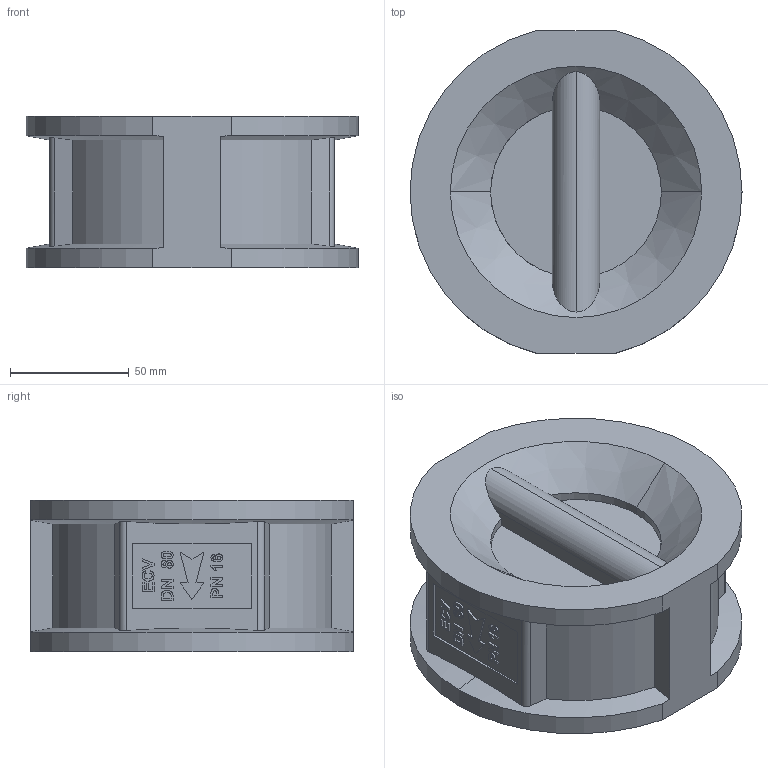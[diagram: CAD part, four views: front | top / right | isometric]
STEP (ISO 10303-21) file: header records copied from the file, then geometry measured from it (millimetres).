
FILE_DESCRIPTION (( 'STEP AP214' ), '1' );
FILE_NAME ('ECV DN 080 PN16.STEP', '2009-04-10T07:22:19', ( ' ' ), ( '' ), 'SwSTEP 2.0', 'SolidWorks 2007', '' );
FILE_SCHEMA (( 'AUTOMOTIVE_DESIGN' ));
Length unit declared in the file: millimetre
Products named in the file (1): ECV DN 080 PN16
Bounding box: 140 x 136 x 64 mm (x, y, z)
Volume: 460932.4 mm3; surface area: 93545.9 mm2
Topology: 1 solids, 1 shells, 418 faces, 1120 edges, 740 vertices
Faces by surface type: plane 231, bspline 140, cylinder 39, cone 8
Entity records: 20743 total; most frequent: CARTESIAN_POINT 10911, ORIENTED_EDGE 2240, DIRECTION 1410, EDGE_CURVE 1120, VERTEX_POINT 740, VECTOR 704, LINE 704, EDGE_LOOP 466
